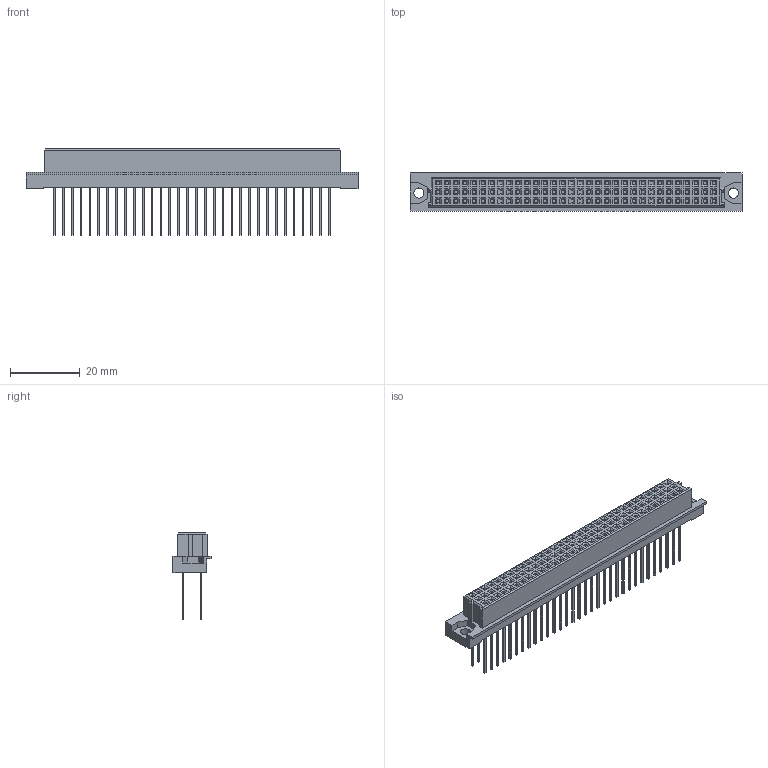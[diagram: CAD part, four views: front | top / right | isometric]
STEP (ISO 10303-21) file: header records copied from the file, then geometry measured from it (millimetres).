
FILE_DESCRIPTION (( 'STEP AP214' ), '1' );
FILE_NAME ('INGUN_8256.STEP', '2020-11-30T14:06:47', ( '' ), ( '' ), 'SwSTEP 2.0', 'SolidWorks 2018', '' );
FILE_SCHEMA (( 'AUTOMOTIVE_DESIGN' ));
Length unit declared in the file: millimetre
Products named in the file (1): INGUN_8256
Bounding box: 95 x 10.9 x 24.78 mm (x, y, z)
Volume: 7980.8 mm3; surface area: 8091.8 mm2
Topology: 1 solids, 1 shells, 1256 faces, 2882 edges, 1788 vertices
Faces by surface type: plane 1252, cylinder 4
Entity records: 37696 total; most frequent: CARTESIAN_POINT 5927, ORIENTED_EDGE 5764, DIRECTION 5404, EDGE_CURVE 2882, VECTOR 2874, LINE 2874, VERTEX_POINT 1788, EDGE_LOOP 1420
